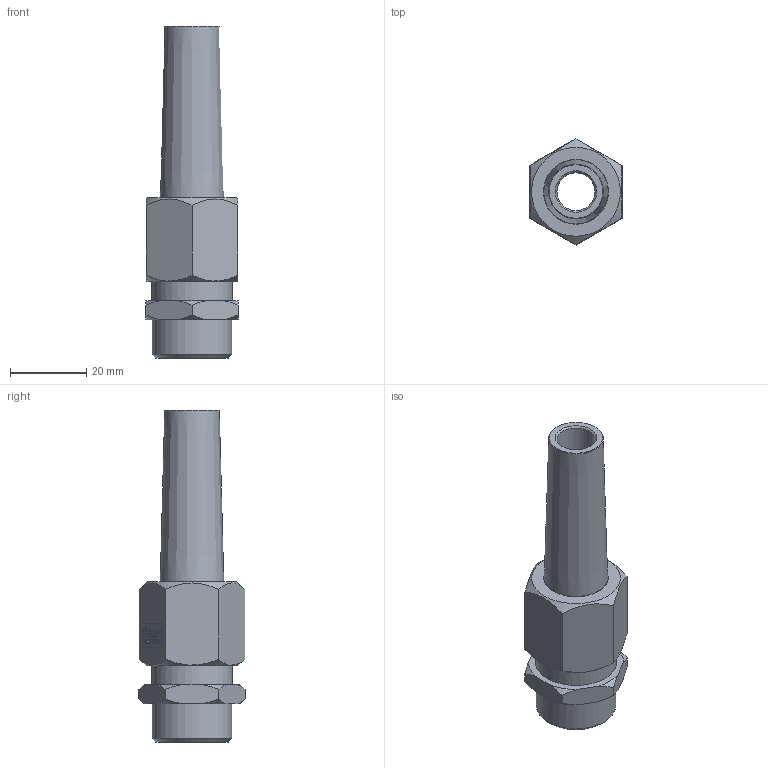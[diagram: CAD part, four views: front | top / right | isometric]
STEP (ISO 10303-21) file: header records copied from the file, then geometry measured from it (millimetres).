
FILE_DESCRIPTION(/* description */ (''),/* implementation_level */ '2;1');
FILE_NAME(/* name */ '50722 komet5_10_überprüft.stp',/* time_stamp */ '2014-10-27T12:58:42+01:00',/* author */ ('guzb562'),/* organization */ (''),/* preprocessor_version */ 'ST-DEVELOPER v15.2',/* originating_system */ 'Autodesk Inventor 2014',/* authorisation */ '');
FILE_SCHEMA (('AUTOMOTIVE_DESIGN { 1 0 10303 214 3 1 1 }'));
Length unit declared in the file: millimetre
Products named in the file (3): unterteil komet 5-8; duesenrohr komet 5-10; 50722 komet5_10_überprüft
Bounding box: 24.13 x 27.86 x 87 mm (x, y, z)
Volume: 15699.3 mm3; surface area: 11813.3 mm2
Topology: 2 solids, 2 shells, 253 faces, 664 edges, 441 vertices
Faces by surface type: plane 143, bspline 79, cone 20, cylinder 11
Full cylindrical faces by diameter (mm): 10 x1, 13.083 x1, 16.681 x1, 17 x1, 20.9 x1, 21.21 x1, 22.083 x1
Entity records: 10242 total; most frequent: CARTESIAN_POINT 4544, ORIENTED_EDGE 1292, DIRECTION 867, EDGE_CURVE 646, VERTEX_POINT 438, LINE 409, VECTOR 409, EDGE_LOOP 298
